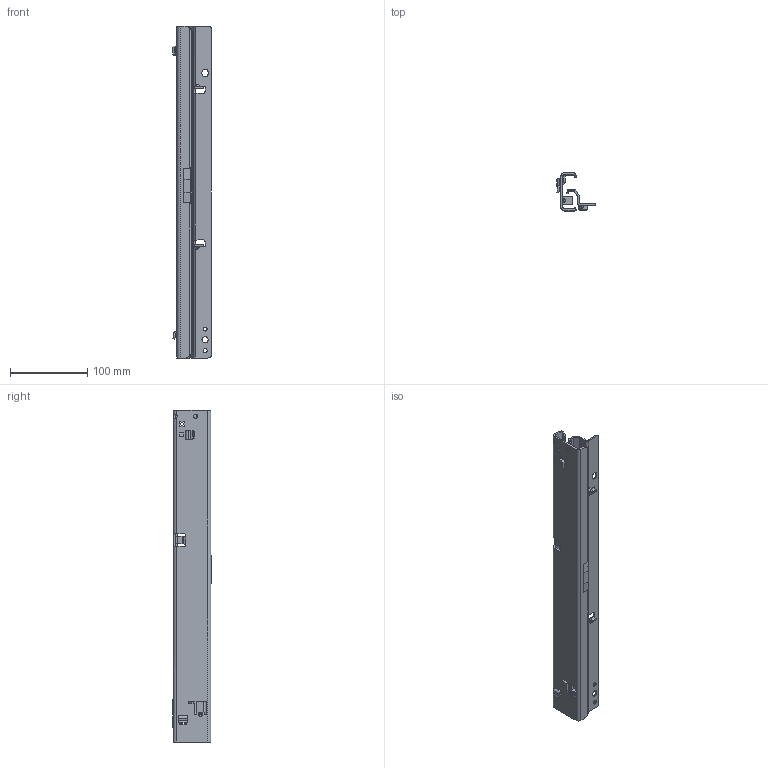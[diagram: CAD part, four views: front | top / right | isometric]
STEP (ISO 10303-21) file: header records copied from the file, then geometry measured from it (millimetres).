
FILE_DESCRIPTION (( 'STEP AP214' ), '1' );
FILE_NAME ('FR_7075_SMT.0400mm_16inch_U007_closed_left.STEP', '2022-11-21T06:01:32', ( '' ), ( '' ), 'SwSTEP 2.0', 'SolidWorks 2020', '' );
FILE_SCHEMA (( 'AUTOMOTIVE_DESIGN' ));
Length unit declared in the file: millimetre
Products named in the file (5): FR_7075_SMT.0400mm_16inch_U007_closed_left; 7075.XXX-01.H216_NL 400; 7100.XXX-03.W177_NL 400; 7075.XXX-01.U006_NL 400
Assembly tree (4 placements, depth 3):
  FR_7075_SMT.0400mm_16inch_U007_closed_left
    7075.XXX-01.U006_NL 400
      7075.XXX-01.H216_NL 400
    7100.XXX-03.W177_NL 400
      7100.XXX-03.W177_NL 400
Bounding box: 49.43 x 50.2 x 430 mm (x, y, z)
Volume: 132456.8 mm3; surface area: 121167.9 mm2
Topology: 2 solids, 2 shells, 529 faces, 1378 edges, 842 vertices
Faces by surface type: plane 242, cylinder 199, bspline 62, cone 18, sphere 6, torus 2
Entity records: 18591 total; most frequent: CARTESIAN_POINT 5249, ORIENTED_EDGE 2732, DIRECTION 2433, EDGE_CURVE 1366, VERTEX_POINT 842, AXIS2_PLACEMENT_3D 823, LINE 787, VECTOR 787
